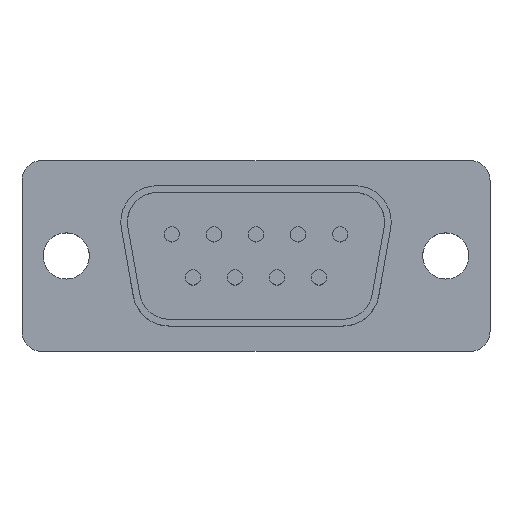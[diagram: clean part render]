
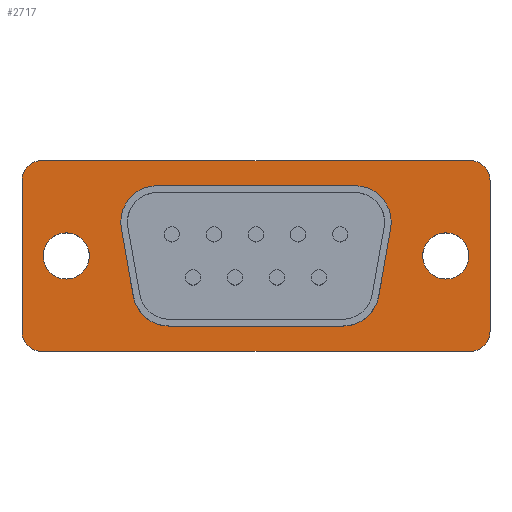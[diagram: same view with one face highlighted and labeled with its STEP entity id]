
A CAD part, top view. The second image highlights one B-rep face of the part: STEP entity #2717.
In plain terms, the highlighted planar face has unit normal (0, 0, 1).
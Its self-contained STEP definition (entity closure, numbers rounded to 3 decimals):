
#2476 = VERTEX_POINT('',#2477);
#2477 = CARTESIAN_POINT('',(-15.405,-4.975,0.));
#2485 = VERTEX_POINT('',#2486);
#2486 = CARTESIAN_POINT('',(-15.405,4.975,0.));
#2492 = EDGE_CURVE('',#2476,#2485,#2493,.T.);
#2493 = LINE('',#2494,#2495);
#2494 = CARTESIAN_POINT('',(-15.405,-4.975,0.));
#2495 = VECTOR('',#2496,1.);
#2496 = DIRECTION('',(0.,1.,0.));
#2507 = VERTEX_POINT('',#2508);
#2508 = CARTESIAN_POINT('',(-14.105,-6.275,0.));
#2516 = EDGE_CURVE('',#2507,#2476,#2517,.T.);
#2517 = CIRCLE('',#2518,1.3);
#2518 = AXIS2_PLACEMENT_3D('',#2519,#2520,#2521);
#2519 = CARTESIAN_POINT('',(-14.105,-4.975,0.));
#2520 = DIRECTION('',(0.,0.,-1.));
#2521 = DIRECTION('',(1.,0.,0.));
#2534 = VERTEX_POINT('',#2535);
#2535 = CARTESIAN_POINT('',(-14.105,6.275,0.));
#2541 = EDGE_CURVE('',#2485,#2534,#2542,.T.);
#2542 = CIRCLE('',#2543,1.3);
#2543 = AXIS2_PLACEMENT_3D('',#2544,#2545,#2546);
#2544 = CARTESIAN_POINT('',(-14.105,4.975,0.));
#2545 = DIRECTION('',(0.,0.,-1.));
#2546 = DIRECTION('',(1.,0.,0.));
#2557 = VERTEX_POINT('',#2558);
#2558 = CARTESIAN_POINT('',(14.105,-6.275,0.));
#2566 = EDGE_CURVE('',#2557,#2507,#2567,.T.);
#2567 = LINE('',#2568,#2569);
#2568 = CARTESIAN_POINT('',(14.105,-6.275,0.));
#2569 = VECTOR('',#2570,1.);
#2570 = DIRECTION('',(-1.,0.,0.));
#2583 = VERTEX_POINT('',#2584);
#2584 = CARTESIAN_POINT('',(14.105,6.275,0.));
#2590 = EDGE_CURVE('',#2534,#2583,#2591,.T.);
#2591 = LINE('',#2592,#2593);
#2592 = CARTESIAN_POINT('',(-14.105,6.275,0.));
#2593 = VECTOR('',#2594,1.);
#2594 = DIRECTION('',(1.,0.,0.));
#2605 = VERTEX_POINT('',#2606);
#2606 = CARTESIAN_POINT('',(15.405,-4.975,0.));
#2614 = EDGE_CURVE('',#2605,#2557,#2615,.T.);
#2615 = CIRCLE('',#2616,1.3);
#2616 = AXIS2_PLACEMENT_3D('',#2617,#2618,#2619);
#2617 = CARTESIAN_POINT('',(14.105,-4.975,0.));
#2618 = DIRECTION('',(0.,0.,-1.));
#2619 = DIRECTION('',(1.,0.,0.));
#2632 = VERTEX_POINT('',#2633);
#2633 = CARTESIAN_POINT('',(15.405,4.975,0.));
#2639 = EDGE_CURVE('',#2583,#2632,#2640,.T.);
#2640 = CIRCLE('',#2641,1.3);
#2641 = AXIS2_PLACEMENT_3D('',#2642,#2643,#2644);
#2642 = CARTESIAN_POINT('',(14.105,4.975,0.));
#2643 = DIRECTION('',(0.,0.,-1.));
#2644 = DIRECTION('',(1.,0.,0.));
#2657 = EDGE_CURVE('',#2632,#2605,#2658,.T.);
#2658 = LINE('',#2659,#2660);
#2659 = CARTESIAN_POINT('',(15.405,4.975,0.));
#2660 = VECTOR('',#2661,1.);
#2661 = DIRECTION('',(0.,-1.,0.));
#2672 = VERTEX_POINT('',#2673);
#2673 = CARTESIAN_POINT('',(-10.975,0.,0.));
#2681 = EDGE_CURVE('',#2672,#2672,#2682,.T.);
#2682 = CIRCLE('',#2683,1.52);
#2683 = AXIS2_PLACEMENT_3D('',#2684,#2685,#2686);
#2684 = CARTESIAN_POINT('',(-12.495,0.,0.));
#2685 = DIRECTION('',(0.,0.,-1.));
#2686 = DIRECTION('',(1.,0.,0.));
#2697 = VERTEX_POINT('',#2698);
#2698 = CARTESIAN_POINT('',(14.015,0.,0.));
#2706 = EDGE_CURVE('',#2697,#2697,#2707,.T.);
#2707 = CIRCLE('',#2708,1.52);
#2708 = AXIS2_PLACEMENT_3D('',#2709,#2710,#2711);
#2709 = CARTESIAN_POINT('',(12.495,0.,0.));
#2710 = DIRECTION('',(0.,0.,-1.));
#2711 = DIRECTION('',(1.,0.,0.));
#2717 = ADVANCED_FACE('',(#2718,#2728,#2731,#2801),#2804,.F.);
#2718 = FACE_BOUND('',#2719,.F.);
#2719 = EDGE_LOOP('',(#2720,#2721,#2722,#2723,#2724,#2725,#2726,#2727));
#2720 = ORIENTED_EDGE('',*,*,#2492,.T.);
#2721 = ORIENTED_EDGE('',*,*,#2541,.T.);
#2722 = ORIENTED_EDGE('',*,*,#2590,.T.);
#2723 = ORIENTED_EDGE('',*,*,#2639,.T.);
#2724 = ORIENTED_EDGE('',*,*,#2657,.T.);
#2725 = ORIENTED_EDGE('',*,*,#2614,.T.);
#2726 = ORIENTED_EDGE('',*,*,#2566,.T.);
#2727 = ORIENTED_EDGE('',*,*,#2516,.T.);
#2728 = FACE_BOUND('',#2729,.F.);
#2729 = EDGE_LOOP('',(#2730));
#2730 = ORIENTED_EDGE('',*,*,#2681,.F.);
#2731 = FACE_BOUND('',#2732,.F.);
#2732 = EDGE_LOOP('',(#2733,#2743,#2752,#2760,#2769,#2777,#2786,#2794));
#2733 = ORIENTED_EDGE('',*,*,#2734,.F.);
#2734 = EDGE_CURVE('',#2735,#2737,#2739,.T.);
#2735 = VERTEX_POINT('',#2736);
#2736 = CARTESIAN_POINT('',(-8.08,-2.64,0.));
#2737 = VERTEX_POINT('',#2738);
#2738 = CARTESIAN_POINT('',(-8.865,1.8,0.));
#2739 = LINE('',#2740,#2741);
#2740 = CARTESIAN_POINT('',(-8.08,-2.64,0.));
#2741 = VECTOR('',#2742,1.);
#2742 = DIRECTION('',(-0.174,0.985,-0.));
#2743 = ORIENTED_EDGE('',*,*,#2744,.T.);
#2744 = EDGE_CURVE('',#2735,#2745,#2747,.T.);
#2745 = VERTEX_POINT('',#2746);
#2746 = CARTESIAN_POINT('',(-5.715,-4.62,0.));
#2747 = CIRCLE('',#2748,2.4);
#2748 = AXIS2_PLACEMENT_3D('',#2749,#2750,#2751);
#2749 = CARTESIAN_POINT('',(-5.717,-2.22,0.));
#2750 = DIRECTION('',(0.,0.,1.));
#2751 = DIRECTION('',(1.,0.,0.));
#2752 = ORIENTED_EDGE('',*,*,#2753,.F.);
#2753 = EDGE_CURVE('',#2754,#2745,#2756,.T.);
#2754 = VERTEX_POINT('',#2755);
#2755 = CARTESIAN_POINT('',(5.715,-4.62,0.));
#2756 = LINE('',#2757,#2758);
#2757 = CARTESIAN_POINT('',(5.715,-4.62,0.));
#2758 = VECTOR('',#2759,1.);
#2759 = DIRECTION('',(-1.,0.,0.));
#2760 = ORIENTED_EDGE('',*,*,#2761,.T.);
#2761 = EDGE_CURVE('',#2754,#2762,#2764,.T.);
#2762 = VERTEX_POINT('',#2763);
#2763 = CARTESIAN_POINT('',(8.08,-2.64,0.));
#2764 = CIRCLE('',#2765,2.4);
#2765 = AXIS2_PLACEMENT_3D('',#2766,#2767,#2768);
#2766 = CARTESIAN_POINT('',(5.717,-2.22,0.));
#2767 = DIRECTION('',(0.,0.,1.));
#2768 = DIRECTION('',(1.,0.,0.));
#2769 = ORIENTED_EDGE('',*,*,#2770,.F.);
#2770 = EDGE_CURVE('',#2771,#2762,#2773,.T.);
#2771 = VERTEX_POINT('',#2772);
#2772 = CARTESIAN_POINT('',(8.865,1.8,0.));
#2773 = LINE('',#2774,#2775);
#2774 = CARTESIAN_POINT('',(8.865,1.8,0.));
#2775 = VECTOR('',#2776,1.);
#2776 = DIRECTION('',(-0.174,-0.985,0.));
#2777 = ORIENTED_EDGE('',*,*,#2778,.T.);
#2778 = EDGE_CURVE('',#2771,#2779,#2781,.T.);
#2779 = VERTEX_POINT('',#2780);
#2780 = CARTESIAN_POINT('',(6.5,4.62,0.));
#2781 = CIRCLE('',#2782,2.4);
#2782 = AXIS2_PLACEMENT_3D('',#2783,#2784,#2785);
#2783 = CARTESIAN_POINT('',(6.502,2.22,0.));
#2784 = DIRECTION('',(0.,0.,1.));
#2785 = DIRECTION('',(1.,0.,0.));
#2786 = ORIENTED_EDGE('',*,*,#2787,.F.);
#2787 = EDGE_CURVE('',#2788,#2779,#2790,.T.);
#2788 = VERTEX_POINT('',#2789);
#2789 = CARTESIAN_POINT('',(-6.5,4.62,0.));
#2790 = LINE('',#2791,#2792);
#2791 = CARTESIAN_POINT('',(-6.5,4.62,0.));
#2792 = VECTOR('',#2793,1.);
#2793 = DIRECTION('',(1.,0.,0.));
#2794 = ORIENTED_EDGE('',*,*,#2795,.T.);
#2795 = EDGE_CURVE('',#2788,#2737,#2796,.T.);
#2796 = CIRCLE('',#2797,2.4);
#2797 = AXIS2_PLACEMENT_3D('',#2798,#2799,#2800);
#2798 = CARTESIAN_POINT('',(-6.502,2.22,0.));
#2799 = DIRECTION('',(0.,0.,1.));
#2800 = DIRECTION('',(1.,0.,0.));
#2801 = FACE_BOUND('',#2802,.F.);
#2802 = EDGE_LOOP('',(#2803));
#2803 = ORIENTED_EDGE('',*,*,#2706,.F.);
#2804 = PLANE('',#2805);
#2805 = AXIS2_PLACEMENT_3D('',#2806,#2807,#2808);
#2806 = CARTESIAN_POINT('',(0.,0.,0.));
#2807 = DIRECTION('',(0.,0.,-1.));
#2808 = DIRECTION('',(1.,0.,0.));
